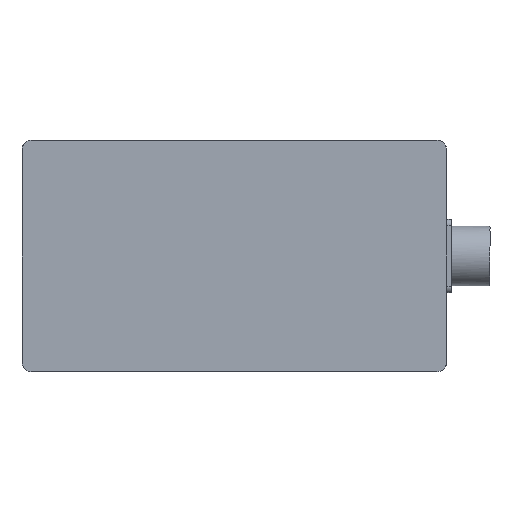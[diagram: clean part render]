
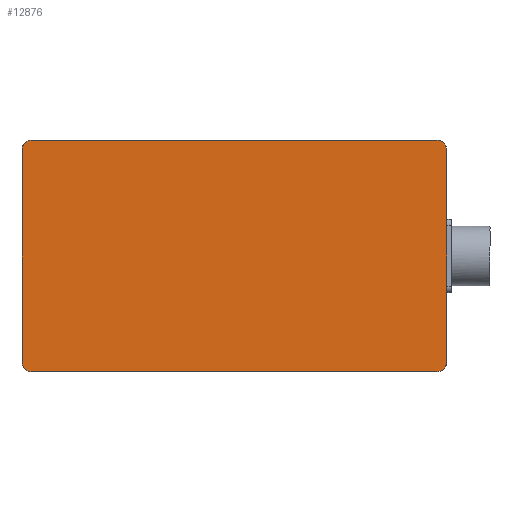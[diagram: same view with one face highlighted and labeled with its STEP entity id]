
A CAD part, front view. The second image highlights one B-rep face of the part: STEP entity #12876.
In plain terms, the highlighted face is planar.
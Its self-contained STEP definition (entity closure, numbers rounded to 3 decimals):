
#315 = PLANE ( 'NONE',  #71962 ) ;
#1199 = CARTESIAN_POINT ( 'NONE',  ( -55., 170., -119. ) ) ;
#1326 = CARTESIAN_POINT ( 'NONE',  ( 55., -40., -119. ) ) ;
#1725 = EDGE_LOOP ( 'NONE', ( #40585, #47218, #39796, #15210, #68640, #14750, #23780, #55987 ) ) ;
#2085 = CIRCLE ( 'NONE', #63862, 5. ) ;
#3700 = VECTOR ( 'NONE', #13571, 1000. ) ;
#5027 = VERTEX_POINT ( 'NONE', #61820 ) ;
#5590 = CARTESIAN_POINT ( 'NONE',  ( -60., -40., -119. ) ) ;
#10208 = VECTOR ( 'NONE', #49808, 1000. ) ;
#10552 = CARTESIAN_POINT ( 'NONE',  ( -60., -40., -119. ) ) ;
#10891 = DIRECTION ( 'NONE',  ( 0., -1., 0. ) ) ;
#12876 = ADVANCED_FACE ( 'NONE', ( #54411 ), #315, .T. ) ;
#13571 = DIRECTION ( 'NONE',  ( 1., 0., 0. ) ) ;
#13961 = LINE ( 'NONE', #72417, #3700 ) ;
#14750 = ORIENTED_EDGE ( 'NONE', *, *, #48587, .T. ) ;
#15210 = ORIENTED_EDGE ( 'NONE', *, *, #31206, .T. ) ;
#15884 = CARTESIAN_POINT ( 'NONE',  ( 55., 175., -119. ) ) ;
#16584 = VERTEX_POINT ( 'NONE', #73558 ) ;
#17352 = LINE ( 'NONE', #78113, #63293 ) ;
#17918 = AXIS2_PLACEMENT_3D ( 'NONE', #1326, #73196, #37679 ) ;
#19751 = DIRECTION ( 'NONE',  ( -1., 0., 0. ) ) ;
#20745 = EDGE_CURVE ( 'NONE', #51289, #78125, #40547, .T. ) ;
#23780 = ORIENTED_EDGE ( 'NONE', *, *, #67203, .T. ) ;
#24943 = LINE ( 'NONE', #5590, #10208 ) ;
#25336 = DIRECTION ( 'NONE',  ( 0., 0., -1. ) ) ;
#29626 = DIRECTION ( 'NONE',  ( -1., 0., 0. ) ) ;
#30375 = DIRECTION ( 'NONE',  ( 0., 0., -1. ) ) ;
#31206 = EDGE_CURVE ( 'NONE', #43342, #54874, #24943, .T. ) ;
#35850 = CARTESIAN_POINT ( 'NONE',  ( -60., 170., -119. ) ) ;
#37679 = DIRECTION ( 'NONE',  ( -1., 0., 0. ) ) ;
#37795 = CARTESIAN_POINT ( 'NONE',  ( 60., 170., -119. ) ) ;
#39796 = ORIENTED_EDGE ( 'NONE', *, *, #60880, .T. ) ;
#40152 = CARTESIAN_POINT ( 'NONE',  ( 55., 170., -119. ) ) ;
#40547 = LINE ( 'NONE', #64214, #48277 ) ;
#40585 = ORIENTED_EDGE ( 'NONE', *, *, #64921, .T. ) ;
#43342 = VERTEX_POINT ( 'NONE', #10552 ) ;
#46876 = DIRECTION ( 'NONE',  ( 0., 0., -1. ) ) ;
#47218 = ORIENTED_EDGE ( 'NONE', *, *, #64209, .T. ) ;
#47753 = DIRECTION ( 'NONE',  ( -1., 0., 0. ) ) ;
#48277 = VECTOR ( 'NONE', #10891, 1000. ) ;
#48587 = EDGE_CURVE ( 'NONE', #58842, #63486, #13961, .T. ) ;
#49013 = CARTESIAN_POINT ( 'NONE',  ( -55., 175., -119. ) ) ;
#49765 = DIRECTION ( 'NONE',  ( 0., 0., -1. ) ) ;
#49808 = DIRECTION ( 'NONE',  ( 0., 1., 0. ) ) ;
#51289 = VERTEX_POINT ( 'NONE', #37795 ) ;
#51785 = CIRCLE ( 'NONE', #71969, 5. ) ;
#54411 = FACE_OUTER_BOUND ( 'NONE', #1725, .T. ) ;
#54874 = VERTEX_POINT ( 'NONE', #35850 ) ;
#55987 = ORIENTED_EDGE ( 'NONE', *, *, #20745, .T. ) ;
#57217 = CARTESIAN_POINT ( 'NONE',  ( 60., -40., -119. ) ) ;
#58842 = VERTEX_POINT ( 'NONE', #49013 ) ;
#59153 = CARTESIAN_POINT ( 'NONE',  ( 55., -40., -119. ) ) ;
#60880 = EDGE_CURVE ( 'NONE', #16584, #43342, #51785, .T. ) ;
#61820 = CARTESIAN_POINT ( 'NONE',  ( 55., -45., -119. ) ) ;
#62744 = CARTESIAN_POINT ( 'NONE',  ( -55., -40., -119. ) ) ;
#63293 = VECTOR ( 'NONE', #29626, 1000. ) ;
#63486 = VERTEX_POINT ( 'NONE', #15884 ) ;
#63862 = AXIS2_PLACEMENT_3D ( 'NONE', #1199, #25336, #70920 ) ;
#64209 = EDGE_CURVE ( 'NONE', #5027, #16584, #17352, .T. ) ;
#64214 = CARTESIAN_POINT ( 'NONE',  ( 60., 170., -119. ) ) ;
#64921 = EDGE_CURVE ( 'NONE', #78125, #5027, #65821, .T. ) ;
#65821 = CIRCLE ( 'NONE', #17918, 5. ) ;
#65933 = CIRCLE ( 'NONE', #67257, 5. ) ;
#67203 = EDGE_CURVE ( 'NONE', #63486, #51289, #65933, .T. ) ;
#67257 = AXIS2_PLACEMENT_3D ( 'NONE', #40152, #46876, #76422 ) ;
#68640 = ORIENTED_EDGE ( 'NONE', *, *, #73057, .T. ) ;
#70920 = DIRECTION ( 'NONE',  ( -1., 0., 0. ) ) ;
#71962 = AXIS2_PLACEMENT_3D ( 'NONE', #59153, #30375, #47753 ) ;
#71969 = AXIS2_PLACEMENT_3D ( 'NONE', #62744, #49765, #19751 ) ;
#72417 = CARTESIAN_POINT ( 'NONE',  ( -55., 175., -119. ) ) ;
#73057 = EDGE_CURVE ( 'NONE', #54874, #58842, #2085, .T. ) ;
#73196 = DIRECTION ( 'NONE',  ( 0., 0., -1. ) ) ;
#73558 = CARTESIAN_POINT ( 'NONE',  ( -55., -45., -119. ) ) ;
#76422 = DIRECTION ( 'NONE',  ( -1., 0., 0. ) ) ;
#78113 = CARTESIAN_POINT ( 'NONE',  ( 55., -45., -119. ) ) ;
#78125 = VERTEX_POINT ( 'NONE', #57217 ) ;
